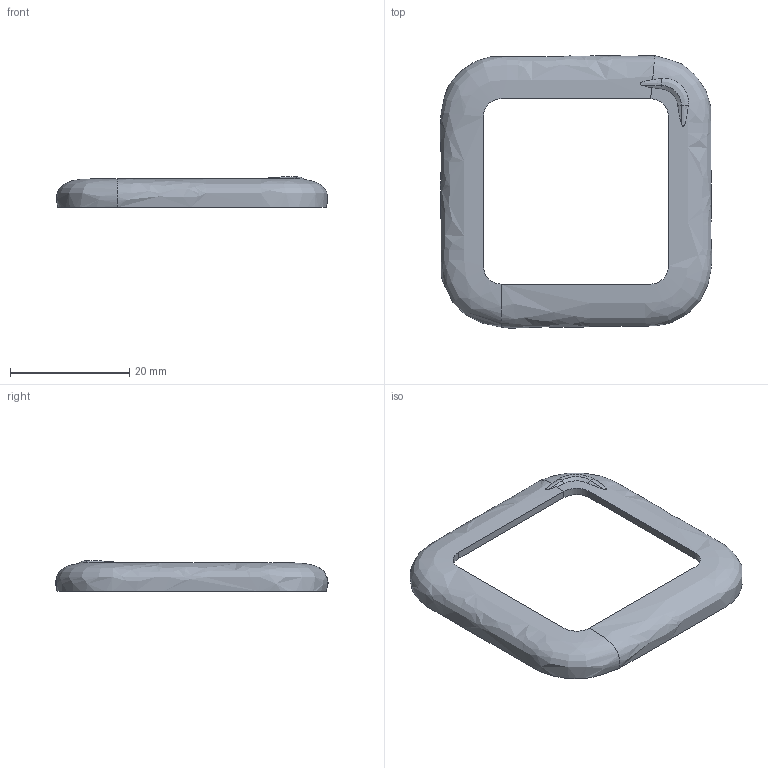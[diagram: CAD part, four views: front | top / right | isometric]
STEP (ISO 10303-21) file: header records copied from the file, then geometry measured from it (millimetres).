
FILE_DESCRIPTION(/* description */ (''),/* implementation_level */ '2;1');
FILE_NAME(/* name */ 'top',/* time_stamp */ '2015-03-13T14:57:33-07:00',/* author */ (''),/* organization */ (''),/* preprocessor_version */ 'ST-DEVELOPER v15',/* originating_system */ '',/* authorisation */ '');
FILE_SCHEMA (('AUTOMOTIVE_DESIGN'));
Length unit declared in the file: inch
Products named in the file (4): Document; Top lock; Top latch; Button peg
Assembly tree (16 placements, depth 2):
  Document
    Top lock  x2
    Top latch  x6
    Button peg  x8
Bounding box: 45.42 x 45.61 x 5.18 mm (x, y, z)
Volume: 1723.5 mm3; surface area: 3804.6 mm2
Topology: 12 solids, 18 shells, 192 faces, 452 edges, 282 vertices
Faces by surface type: plane 108, bspline 84
Entity records: 4218 total; most frequent: CARTESIAN_POINT 2878, ORIENTED_EDGE 332, EDGE_CURVE 169, B_SPLINE_CURVE_WITH_KNOTS 141, VERTEX_POINT 105, DIRECTION 87, EDGE_LOOP 72, ADVANCED_FACE 69
